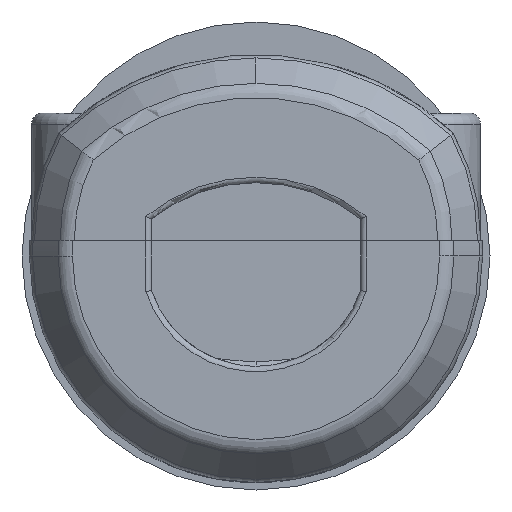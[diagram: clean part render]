
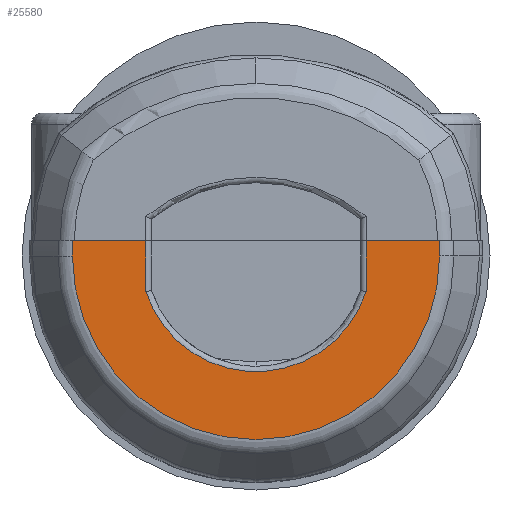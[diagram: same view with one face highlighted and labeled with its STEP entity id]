
A CAD part, left-side view. The second image highlights one B-rep face of the part: STEP entity #25580.
In plain terms, the highlighted planar face has unit normal (-1, 0, 0).
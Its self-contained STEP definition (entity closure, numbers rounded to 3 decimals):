
#208 = CARTESIAN_POINT ( 'NONE',  ( -43.707, 0., 0. ) ) ;
#265 = AXIS2_PLACEMENT_3D ( 'NONE', #208, #4560, #20887 ) ;
#480 = DIRECTION ( 'NONE',  ( 0., 0., 1. ) ) ;
#1246 = CARTESIAN_POINT ( 'NONE',  ( -43.707, -12.535, 0. ) ) ;
#1612 = CIRCLE ( 'NONE', #25742, 7.899 ) ;
#1685 = CIRCLE ( 'NONE', #16072, 12.535 ) ;
#1896 = EDGE_CURVE ( 'NONE', #15372, #14209, #15470, .T. ) ;
#2331 = CARTESIAN_POINT ( 'NONE',  ( -43.707, 7.518, 1.013 ) ) ;
#2393 = ORIENTED_EDGE ( 'NONE', *, *, #23675, .T. ) ;
#2461 = LINE ( 'NONE', #2331, #16760 ) ;
#3161 = ORIENTED_EDGE ( 'NONE', *, *, #8604, .F. ) ;
#3692 = CARTESIAN_POINT ( 'NONE',  ( -43.707, 0., 1.041 ) ) ;
#3756 = EDGE_LOOP ( 'NONE', ( #7976, #3161, #14252, #22390, #2393, #17208, #14421, #4344 ) ) ;
#4344 = ORIENTED_EDGE ( 'NONE', *, *, #23390, .T. ) ;
#4419 = DIRECTION ( 'NONE',  ( 1., 0., 0. ) ) ;
#4560 = DIRECTION ( 'NONE',  ( 1., 0., 0. ) ) ;
#5653 = VERTEX_POINT ( 'NONE', #6495 ) ;
#6495 = CARTESIAN_POINT ( 'NONE',  ( -43.707, -12.492, 1.041 ) ) ;
#6577 = CARTESIAN_POINT ( 'NONE',  ( -43.707, 0., 0. ) ) ;
#6702 = DIRECTION ( 'NONE',  ( 0., 1., 0. ) ) ;
#7976 = ORIENTED_EDGE ( 'NONE', *, *, #1896, .F. ) ;
#8189 = CARTESIAN_POINT ( 'NONE',  ( -43.707, 12.492, 1.041 ) ) ;
#8560 = DIRECTION ( 'NONE',  ( 1., 0., 0. ) ) ;
#8604 = EDGE_CURVE ( 'NONE', #23706, #15372, #16575, .T. ) ;
#9154 = CARTESIAN_POINT ( 'NONE',  ( -43.707, 0., 0. ) ) ;
#9417 = CARTESIAN_POINT ( 'NONE',  ( -43.707, 7.518, -2.424 ) ) ;
#9650 = EDGE_CURVE ( 'NONE', #22784, #15067, #1612, .T. ) ;
#11077 = CARTESIAN_POINT ( 'NONE',  ( -43.707, -7.518, 1.013 ) ) ;
#12077 = EDGE_CURVE ( 'NONE', #5653, #23706, #1685, .T. ) ;
#12148 = CARTESIAN_POINT ( 'NONE',  ( -43.707, -7.518, 1.041 ) ) ;
#13033 = CARTESIAN_POINT ( 'NONE',  ( -43.707, 14.124, -13.035 ) ) ;
#13171 = DIRECTION ( 'NONE',  ( 0., 0., 1. ) ) ;
#13346 = VECTOR ( 'NONE', #21739, 1000. ) ;
#13639 = CARTESIAN_POINT ( 'NONE',  ( -43.707, 0., 1.041 ) ) ;
#14209 = VERTEX_POINT ( 'NONE', #8189 ) ;
#14252 = ORIENTED_EDGE ( 'NONE', *, *, #12077, .F. ) ;
#14421 = ORIENTED_EDGE ( 'NONE', *, *, #21449, .T. ) ;
#14901 = AXIS2_PLACEMENT_3D ( 'NONE', #9154, #14990, #17496 ) ;
#14990 = DIRECTION ( 'NONE',  ( 1., 0., 0. ) ) ;
#15067 = VERTEX_POINT ( 'NONE', #9417 ) ;
#15371 = LINE ( 'NONE', #13639, #19321 ) ;
#15372 = VERTEX_POINT ( 'NONE', #22131 ) ;
#15417 = DIRECTION ( 'NONE',  ( 0., 0., -1. ) ) ;
#15470 = CIRCLE ( 'NONE', #265, 12.535 ) ;
#16072 = AXIS2_PLACEMENT_3D ( 'NONE', #6577, #8560, #6702 ) ;
#16501 = AXIS2_PLACEMENT_3D ( 'NONE', #13033, #19152, #13171 ) ;
#16575 = CIRCLE ( 'NONE', #14901, 12.535 ) ;
#16760 = VECTOR ( 'NONE', #480, 1000. ) ;
#16770 = CARTESIAN_POINT ( 'NONE',  ( -43.707, 7.518, 1.041 ) ) ;
#16989 = CARTESIAN_POINT ( 'NONE',  ( -43.707, 0., 0. ) ) ;
#17208 = ORIENTED_EDGE ( 'NONE', *, *, #9650, .T. ) ;
#17420 = LINE ( 'NONE', #11077, #17675 ) ;
#17496 = DIRECTION ( 'NONE',  ( 0., 1., 0. ) ) ;
#17675 = VECTOR ( 'NONE', #15417, 1000. ) ;
#17999 = VERTEX_POINT ( 'NONE', #12148 ) ;
#19152 = DIRECTION ( 'NONE',  ( -1., 0., 0. ) ) ;
#19321 = VECTOR ( 'NONE', #25471, 1000. ) ;
#20258 = LINE ( 'NONE', #3692, #13346 ) ;
#20639 = PLANE ( 'NONE',  #16501 ) ;
#20887 = DIRECTION ( 'NONE',  ( 0., 1., 0. ) ) ;
#20986 = EDGE_CURVE ( 'NONE', #5653, #17999, #20258, .T. ) ;
#21449 = EDGE_CURVE ( 'NONE', #15067, #25586, #2461, .T. ) ;
#21739 = DIRECTION ( 'NONE',  ( 0., 1., 0. ) ) ;
#22131 = CARTESIAN_POINT ( 'NONE',  ( -43.707, 12.535, 0. ) ) ;
#22390 = ORIENTED_EDGE ( 'NONE', *, *, #20986, .T. ) ;
#22784 = VERTEX_POINT ( 'NONE', #23283 ) ;
#23127 = DIRECTION ( 'NONE',  ( 0., 1., 0. ) ) ;
#23283 = CARTESIAN_POINT ( 'NONE',  ( -43.707, -7.518, -2.424 ) ) ;
#23390 = EDGE_CURVE ( 'NONE', #25586, #14209, #15371, .T. ) ;
#23675 = EDGE_CURVE ( 'NONE', #17999, #22784, #17420, .T. ) ;
#23706 = VERTEX_POINT ( 'NONE', #1246 ) ;
#24239 = FACE_OUTER_BOUND ( 'NONE', #3756, .T. ) ;
#25471 = DIRECTION ( 'NONE',  ( 0., 1., 0. ) ) ;
#25580 = ADVANCED_FACE ( 'NONE', ( #24239 ), #20639, .T. ) ;
#25586 = VERTEX_POINT ( 'NONE', #16770 ) ;
#25742 = AXIS2_PLACEMENT_3D ( 'NONE', #16989, #4419, #23127 ) ;
